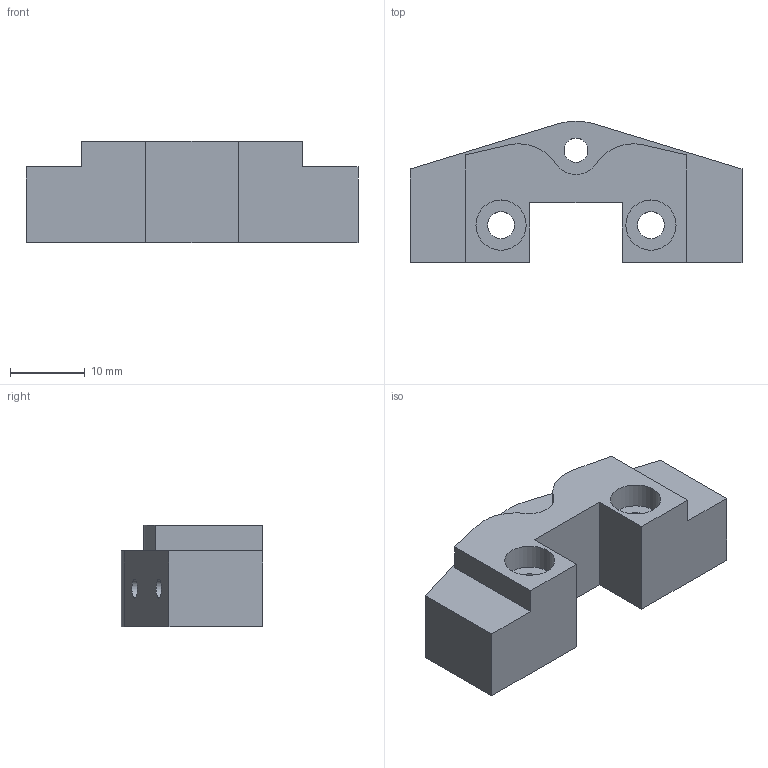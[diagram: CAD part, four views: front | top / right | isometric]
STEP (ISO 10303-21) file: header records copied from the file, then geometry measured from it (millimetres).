
FILE_DESCRIPTION(/* description */ (''),/* implementation_level */ '2;1');
FILE_NAME(/* name */ 'END_HOLDER_BLOCK_02.step',/* time_stamp */ '2023-01-09T20:31:05+01:00',/* author */ (''),/* organization */ (''),/* preprocessor_version */ 'ST-DEVELOPER v19.2',/* originating_system */ 'Autodesk Translation Framework v11.17.0.187',/* authorisation */ '');
FILE_SCHEMA (('AUTOMOTIVE_DESIGN { 1 0 10303 214 3 1 1 }'));
Length unit declared in the file: millimetre
Products named in the file (1): END_HOLDER_BLOCK_02_PR
Bounding box: 44.3 x 18.86 x 13.5 mm (x, y, z)
Volume: 6537.1 mm3; surface area: 3599.9 mm2
Topology: 1 solids, 1 shells, 35 faces, 81 edges, 54 vertices
Faces by surface type: plane 22, cylinder 13
Full cylindrical faces by diameter (mm): 2.5 x4, 3.2 x1, 3.6 x2, 6.7 x2
Entity records: 1053 total; most frequent: DIRECTION 179, CARTESIAN_POINT 171, ORIENTED_EDGE 162, EDGE_CURVE 81, AXIS2_PLACEMENT_3D 62, LINE 55, VECTOR 55, VERTEX_POINT 54
